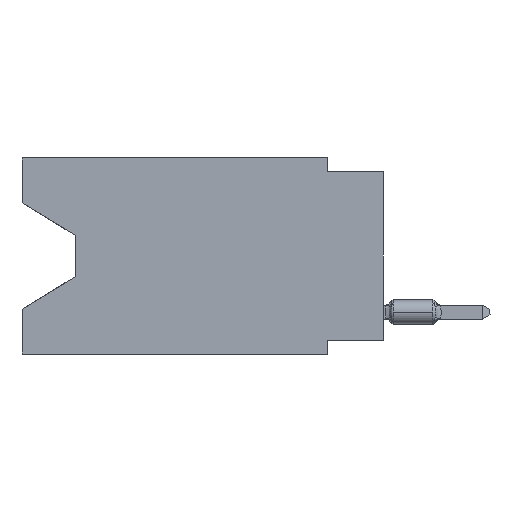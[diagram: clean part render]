
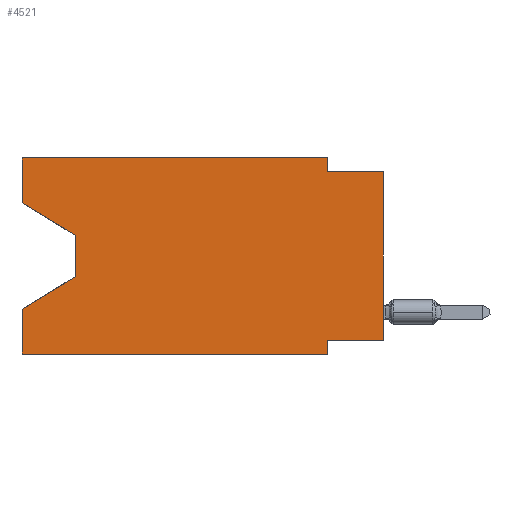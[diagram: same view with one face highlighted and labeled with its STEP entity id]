
A CAD part, left-side view. The second image highlights one B-rep face of the part: STEP entity #4521.
In plain terms, the highlighted planar face has unit normal (-1, 0, 0).
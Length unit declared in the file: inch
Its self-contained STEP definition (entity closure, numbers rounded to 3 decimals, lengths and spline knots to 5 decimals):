
#122 = CARTESIAN_POINT ( 'NONE',  ( 0., 0.645, -0.08025 ) ) ;
#290 = DIRECTION ( 'NONE',  ( 0., 0., -1. ) ) ;
#312 = VERTEX_POINT ( 'NONE', #5940 ) ;
#401 = EDGE_CURVE ( 'NONE', #3480, #495, #6015, .T. ) ;
#415 = EDGE_CURVE ( 'NONE', #463, #12811, #13147, .T. ) ;
#441 = DIRECTION ( 'NONE',  ( 0., 0., -1. ) ) ;
#463 = VERTEX_POINT ( 'NONE', #12018 ) ;
#495 = VERTEX_POINT ( 'NONE', #6236 ) ;
#578 = LINE ( 'NONE', #5174, #8346 ) ;
#634 = DIRECTION ( 'NONE',  ( 0., 0., 1. ) ) ;
#657 = DIRECTION ( 'NONE',  ( 0., 0.855, -0.519 ) ) ;
#1041 = VECTOR ( 'NONE', #7239, 39.37008 ) ;
#1167 = VERTEX_POINT ( 'NONE', #8121 ) ;
#1263 = VERTEX_POINT ( 'NONE', #12850 ) ;
#1493 = CARTESIAN_POINT ( 'NONE',  ( 0., 0.55, -0.138 ) ) ;
#2517 = EDGE_LOOP ( 'NONE', ( #14289, #10642, #7394, #7907, #14217, #12178, #3287, #13774, #6059, #11557, #7135, #5728 ) ) ;
#2654 = CARTESIAN_POINT ( 'NONE',  ( 0., 0., 0. ) ) ;
#2776 = CARTESIAN_POINT ( 'NONE',  ( 0., 0.645, 0. ) ) ;
#3287 = ORIENTED_EDGE ( 'NONE', *, *, #4895, .F. ) ;
#3480 = VERTEX_POINT ( 'NONE', #5875 ) ;
#3605 = VERTEX_POINT ( 'NONE', #7147 ) ;
#3621 = DIRECTION ( 'NONE',  ( 0., 0., -1. ) ) ;
#3719 = LINE ( 'NONE', #8447, #10261 ) ;
#3789 = LINE ( 'NONE', #2654, #1041 ) ;
#4092 = EDGE_CURVE ( 'NONE', #12811, #495, #578, .T. ) ;
#4101 = CARTESIAN_POINT ( 'NONE',  ( 0., 0.1, -0.025 ) ) ;
#4521 = ADVANCED_FACE ( 'NONE', ( #12781 ), #8487, .F. ) ;
#4895 = EDGE_CURVE ( 'NONE', #1263, #312, #8454, .T. ) ;
#4936 = DIRECTION ( 'NONE',  ( 0., 1., 0. ) ) ;
#5155 = CARTESIAN_POINT ( 'NONE',  ( 0., 0., -0.325 ) ) ;
#5174 = CARTESIAN_POINT ( 'NONE',  ( 0., 0.55, -0.212 ) ) ;
#5347 = EDGE_CURVE ( 'NONE', #1263, #3605, #3789, .T. ) ;
#5392 = LINE ( 'NONE', #8842, #9039 ) ;
#5728 = ORIENTED_EDGE ( 'NONE', *, *, #14304, .F. ) ;
#5875 = CARTESIAN_POINT ( 'NONE',  ( 0., 0.645, -0.35 ) ) ;
#5940 = CARTESIAN_POINT ( 'NONE',  ( 0., 0.1, -0.325 ) ) ;
#6015 = LINE ( 'NONE', #8187, #8989 ) ;
#6059 = ORIENTED_EDGE ( 'NONE', *, *, #9490, .F. ) ;
#6181 = VECTOR ( 'NONE', #634, 39.37008 ) ;
#6236 = CARTESIAN_POINT ( 'NONE',  ( 0., 0.645, -0.26975 ) ) ;
#6294 = EDGE_CURVE ( 'NONE', #3480, #1167, #13438, .T. ) ;
#6350 = LINE ( 'NONE', #10926, #6181 ) ;
#6447 = CARTESIAN_POINT ( 'NONE',  ( 0., 0.645, -0.08025 ) ) ;
#6613 = VERTEX_POINT ( 'NONE', #122 ) ;
#6670 = DIRECTION ( 'NONE',  ( 0., -0.855, -0.519 ) ) ;
#7135 = ORIENTED_EDGE ( 'NONE', *, *, #10884, .F. ) ;
#7147 = CARTESIAN_POINT ( 'NONE',  ( 0., 0., -0.025 ) ) ;
#7239 = DIRECTION ( 'NONE',  ( 0., 0., 1. ) ) ;
#7296 = EDGE_CURVE ( 'NONE', #9164, #11056, #13146, .T. ) ;
#7394 = ORIENTED_EDGE ( 'NONE', *, *, #4092, .T. ) ;
#7907 = ORIENTED_EDGE ( 'NONE', *, *, #401, .F. ) ;
#8076 = AXIS2_PLACEMENT_3D ( 'NONE', #2776, #13918, #3621 ) ;
#8095 = CARTESIAN_POINT ( 'NONE',  ( 0., 0.1, 0. ) ) ;
#8121 = CARTESIAN_POINT ( 'NONE',  ( 0., 0.1, -0.35 ) ) ;
#8187 = CARTESIAN_POINT ( 'NONE',  ( 0., 0.645, 0. ) ) ;
#8256 = DIRECTION ( 'NONE',  ( 0., 0., 1. ) ) ;
#8346 = VECTOR ( 'NONE', #657, 39.37008 ) ;
#8447 = CARTESIAN_POINT ( 'NONE',  ( 0., 0.645, 0. ) ) ;
#8454 = LINE ( 'NONE', #5155, #10622 ) ;
#8487 = PLANE ( 'NONE',  #8076 ) ;
#8530 = VERTEX_POINT ( 'NONE', #13171 ) ;
#8538 = CARTESIAN_POINT ( 'NONE',  ( 0., 0.1, -0.35 ) ) ;
#8842 = CARTESIAN_POINT ( 'NONE',  ( 0., 0., -0.025 ) ) ;
#8989 = VECTOR ( 'NONE', #8256, 39.37008 ) ;
#9039 = VECTOR ( 'NONE', #10939, 39.37008 ) ;
#9164 = VERTEX_POINT ( 'NONE', #8095 ) ;
#9214 = VECTOR ( 'NONE', #441, 39.37008 ) ;
#9490 = EDGE_CURVE ( 'NONE', #11056, #3605, #5392, .T. ) ;
#9895 = DIRECTION ( 'NONE',  ( 0., -1., 0. ) ) ;
#9938 = VECTOR ( 'NONE', #290, 39.37008 ) ;
#10261 = VECTOR ( 'NONE', #11685, 39.37008 ) ;
#10622 = VECTOR ( 'NONE', #4936, 39.37008 ) ;
#10642 = ORIENTED_EDGE ( 'NONE', *, *, #415, .T. ) ;
#10644 = DIRECTION ( 'NONE',  ( 0., 0., -1. ) ) ;
#10884 = EDGE_CURVE ( 'NONE', #8530, #9164, #3719, .T. ) ;
#10926 = CARTESIAN_POINT ( 'NONE',  ( 0., 0.645, 0. ) ) ;
#10939 = DIRECTION ( 'NONE',  ( 0., -1., 0. ) ) ;
#11056 = VERTEX_POINT ( 'NONE', #4101 ) ;
#11557 = ORIENTED_EDGE ( 'NONE', *, *, #7296, .F. ) ;
#11685 = DIRECTION ( 'NONE',  ( 0., -1., 0. ) ) ;
#12018 = CARTESIAN_POINT ( 'NONE',  ( 0., 0.55, -0.138 ) ) ;
#12178 = ORIENTED_EDGE ( 'NONE', *, *, #12587, .F. ) ;
#12301 = CARTESIAN_POINT ( 'NONE',  ( 0., 0.645, -0.35 ) ) ;
#12369 = LINE ( 'NONE', #6447, #14170 ) ;
#12587 = EDGE_CURVE ( 'NONE', #312, #1167, #12984, .T. ) ;
#12712 = VECTOR ( 'NONE', #10644, 39.37008 ) ;
#12749 = CARTESIAN_POINT ( 'NONE',  ( 0., 0.55, -0.212 ) ) ;
#12781 = FACE_OUTER_BOUND ( 'NONE', #2517, .T. ) ;
#12811 = VERTEX_POINT ( 'NONE', #12749 ) ;
#12850 = CARTESIAN_POINT ( 'NONE',  ( 0., 0., -0.325 ) ) ;
#12984 = LINE ( 'NONE', #8538, #12712 ) ;
#13146 = LINE ( 'NONE', #14267, #9214 ) ;
#13147 = LINE ( 'NONE', #1493, #9938 ) ;
#13171 = CARTESIAN_POINT ( 'NONE',  ( 0., 0.645, 0. ) ) ;
#13438 = LINE ( 'NONE', #12301, #13727 ) ;
#13727 = VECTOR ( 'NONE', #9895, 39.37008 ) ;
#13774 = ORIENTED_EDGE ( 'NONE', *, *, #5347, .T. ) ;
#13895 = EDGE_CURVE ( 'NONE', #6613, #463, #12369, .T. ) ;
#13918 = DIRECTION ( 'NONE',  ( 1., 0., 0. ) ) ;
#14170 = VECTOR ( 'NONE', #6670, 39.37008 ) ;
#14217 = ORIENTED_EDGE ( 'NONE', *, *, #6294, .T. ) ;
#14267 = CARTESIAN_POINT ( 'NONE',  ( 0., 0.1, 0. ) ) ;
#14289 = ORIENTED_EDGE ( 'NONE', *, *, #13895, .T. ) ;
#14304 = EDGE_CURVE ( 'NONE', #6613, #8530, #6350, .T. ) ;
